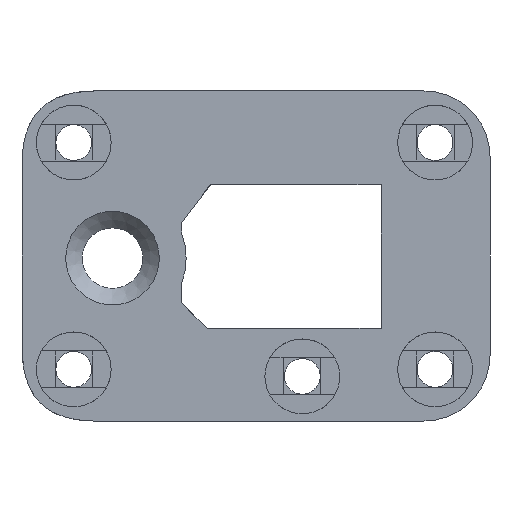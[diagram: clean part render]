
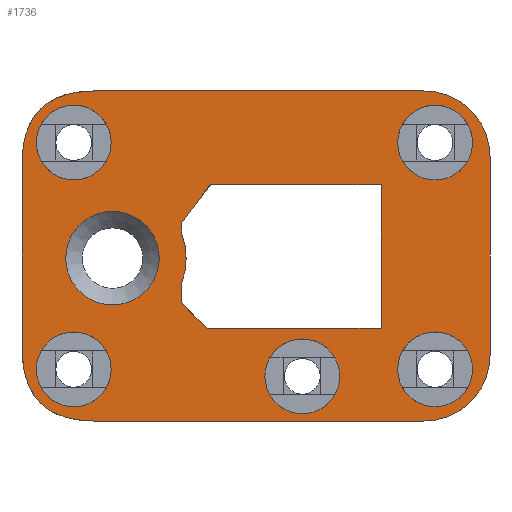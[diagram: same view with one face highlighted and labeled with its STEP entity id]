
A CAD part, front view. The second image highlights one B-rep face of the part: STEP entity #1736.
In plain terms, the highlighted planar face has unit normal (0, -1, 0).
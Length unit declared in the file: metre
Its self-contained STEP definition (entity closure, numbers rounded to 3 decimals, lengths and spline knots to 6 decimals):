
#13=B_SPLINE_CURVE_WITH_KNOTS('',3,(#2668,#2669,#2670,#2671,#2672,#2673,
#2674),.UNSPECIFIED.,.F.,.F.,(4,1,1,1,4),(0.,0.002686,0.005372,
0.008058,0.010744),.UNSPECIFIED.);
#15=B_SPLINE_CURVE_WITH_KNOTS('',3,(#2698,#2699,#2700,#2701,#2702,#2703,
#2704),.UNSPECIFIED.,.F.,.F.,(4,1,1,1,4),(0.,0.002686,0.005372,
0.008058,0.010744),.UNSPECIFIED.);
#56=PLANE('',#1881);
#116=LINE('',#2558,#300);
#120=LINE('',#2567,#304);
#125=LINE('',#2578,#309);
#128=LINE('',#2584,#312);
#131=LINE('',#2589,#315);
#135=LINE('',#2598,#319);
#137=LINE('',#2601,#321);
#166=LINE('',#2709,#350);
#167=LINE('',#2711,#351);
#174=LINE('',#2724,#358);
#186=LINE('',#2756,#370);
#300=VECTOR('',#2077,1.);
#304=VECTOR('',#2083,1.);
#309=VECTOR('',#2090,1.);
#312=VECTOR('',#2095,1.);
#315=VECTOR('',#2100,1.);
#319=VECTOR('',#2106,1.);
#321=VECTOR('',#2110,1.);
#350=VECTOR('',#2157,1.);
#351=VECTOR('',#2160,1.);
#358=VECTOR('',#2175,1.);
#370=VECTOR('',#2217,1.);
#700=ORIENTED_EDGE('',*,*,#1098,.F.);
#701=ORIENTED_EDGE('',*,*,#1074,.T.);
#702=ORIENTED_EDGE('',*,*,#964,.T.);
#703=ORIENTED_EDGE('',*,*,#1082,.T.);
#704=ORIENTED_EDGE('',*,*,#1067,.T.);
#705=ORIENTED_EDGE('',*,*,#1075,.T.);
#706=ORIENTED_EDGE('',*,*,#1071,.T.);
#707=ORIENTED_EDGE('',*,*,#1099,.F.);
#708=ORIENTED_EDGE('',*,*,#968,.T.);
#709=ORIENTED_EDGE('',*,*,#1100,.F.);
#710=ORIENTED_EDGE('',*,*,#1101,.F.);
#711=ORIENTED_EDGE('',*,*,#1102,.F.);
#712=ORIENTED_EDGE('',*,*,#1103,.F.);
#713=ORIENTED_EDGE('',*,*,#1024,.F.);
#714=ORIENTED_EDGE('',*,*,#1039,.T.);
#715=ORIENTED_EDGE('',*,*,#1041,.F.);
#716=ORIENTED_EDGE('',*,*,#1029,.F.);
#717=ORIENTED_EDGE('',*,*,#1032,.T.);
#718=ORIENTED_EDGE('',*,*,#1020,.F.);
#719=ORIENTED_EDGE('',*,*,#1096,.T.);
#720=ORIENTED_EDGE('',*,*,#1035,.F.);
#721=ORIENTED_EDGE('',*,*,#963,.T.);
#963=EDGE_CURVE('',#1205,#1205,#1373,.T.);
#964=EDGE_CURVE('',#1206,#1207,#1374,.T.);
#968=EDGE_CURVE('',#1210,#1211,#1376,.T.);
#1020=EDGE_CURVE('',#1262,#1263,#116,.T.);
#1024=EDGE_CURVE('',#1266,#1267,#120,.T.);
#1029=EDGE_CURVE('',#1270,#1272,#125,.T.);
#1032=EDGE_CURVE('',#1270,#1263,#128,.T.);
#1035=EDGE_CURVE('',#1267,#1275,#131,.T.);
#1039=EDGE_CURVE('',#1266,#1278,#135,.T.);
#1041=EDGE_CURVE('',#1272,#1278,#137,.T.);
#1067=EDGE_CURVE('',#1296,#1295,#13,.T.);
#1071=EDGE_CURVE('',#1300,#1299,#15,.T.);
#1074=EDGE_CURVE('',#1211,#1206,#166,.T.);
#1075=EDGE_CURVE('',#1295,#1300,#167,.T.);
#1082=EDGE_CURVE('',#1207,#1296,#174,.T.);
#1096=EDGE_CURVE('',#1262,#1275,#1409,.T.);
#1098=EDGE_CURVE('',#1307,#1307,#1411,.T.);
#1099=EDGE_CURVE('',#1210,#1299,#186,.T.);
#1100=EDGE_CURVE('',#1308,#1308,#1412,.T.);
#1101=EDGE_CURVE('',#1309,#1309,#1413,.T.);
#1102=EDGE_CURVE('',#1310,#1310,#1414,.T.);
#1103=EDGE_CURVE('',#1311,#1311,#1415,.T.);
#1205=VERTEX_POINT('',#2423);
#1206=VERTEX_POINT('',#2426);
#1207=VERTEX_POINT('',#2427);
#1210=VERTEX_POINT('',#2435);
#1211=VERTEX_POINT('',#2436);
#1262=VERTEX_POINT('',#2557);
#1263=VERTEX_POINT('',#2559);
#1266=VERTEX_POINT('',#2566);
#1267=VERTEX_POINT('',#2568);
#1270=VERTEX_POINT('',#2576);
#1272=VERTEX_POINT('',#2579);
#1275=VERTEX_POINT('',#2590);
#1278=VERTEX_POINT('',#2597);
#1295=VERTEX_POINT('',#2667);
#1296=VERTEX_POINT('',#2675);
#1299=VERTEX_POINT('',#2697);
#1300=VERTEX_POINT('',#2705);
#1307=VERTEX_POINT('',#2755);
#1308=VERTEX_POINT('',#2758);
#1309=VERTEX_POINT('',#2760);
#1310=VERTEX_POINT('',#2762);
#1311=VERTEX_POINT('',#2764);
#1373=CIRCLE('',#1793,0.00425);
#1374=CIRCLE('',#1795,0.006);
#1376=CIRCLE('',#1798,0.006);
#1409=CIRCLE('',#1875,0.006688);
#1411=CIRCLE('',#1882,0.0034);
#1412=CIRCLE('',#1883,0.0034);
#1413=CIRCLE('',#1884,0.0034);
#1414=CIRCLE('',#1885,0.0034);
#1415=CIRCLE('',#1886,0.0034);
#1495=EDGE_LOOP('',(#700));
#1496=EDGE_LOOP('',(#701,#702,#703,#704,#705,#706,#707,#708));
#1497=EDGE_LOOP('',(#709));
#1498=EDGE_LOOP('',(#710));
#1499=EDGE_LOOP('',(#711));
#1500=EDGE_LOOP('',(#712));
#1501=EDGE_LOOP('',(#713,#714,#715,#716,#717,#718,#719,#720));
#1502=EDGE_LOOP('',(#721));
#1623=FACE_BOUND('',#1495,.T.);
#1624=FACE_BOUND('',#1496,.T.);
#1625=FACE_BOUND('',#1497,.T.);
#1626=FACE_BOUND('',#1498,.T.);
#1627=FACE_BOUND('',#1499,.T.);
#1628=FACE_BOUND('',#1500,.T.);
#1629=FACE_BOUND('',#1501,.T.);
#1630=FACE_BOUND('',#1502,.T.);
#1736=ADVANCED_FACE('',(#1623,#1624,#1625,#1626,#1627,#1628,#1629,#1630),
#56,.T.);
#1793=AXIS2_PLACEMENT_3D('',#2422,#1944,#1945);
#1795=AXIS2_PLACEMENT_3D('',#2425,#1948,#1949);
#1798=AXIS2_PLACEMENT_3D('',#2434,#1956,#1957);
#1875=AXIS2_PLACEMENT_3D('',#2746,#2201,#2202);
#1881=AXIS2_PLACEMENT_3D('',#2753,#2213,#2214);
#1882=AXIS2_PLACEMENT_3D('',#2754,#2215,#2216);
#1883=AXIS2_PLACEMENT_3D('',#2757,#2218,#2219);
#1884=AXIS2_PLACEMENT_3D('',#2759,#2220,#2221);
#1885=AXIS2_PLACEMENT_3D('',#2761,#2222,#2223);
#1886=AXIS2_PLACEMENT_3D('',#2763,#2224,#2225);
#1944=DIRECTION('',(0.,1.,0.));
#1945=DIRECTION('',(0.,0.,-1.));
#1948=DIRECTION('',(0.,-1.,0.));
#1949=DIRECTION('',(0.,0.,-1.));
#1956=DIRECTION('',(0.,-1.,0.));
#1957=DIRECTION('',(0.,0.,-1.));
#2077=DIRECTION('',(0.,0.,-1.));
#2083=DIRECTION('',(-0.605,0.,-0.796));
#2090=DIRECTION('',(1.,0.,0.));
#2095=DIRECTION('',(-0.707,0.,0.707));
#2100=DIRECTION('',(0.,0.,-1.));
#2106=DIRECTION('',(1.,0.,0.));
#2110=DIRECTION('',(0.,0.,1.));
#2157=DIRECTION('',(0.,0.,1.));
#2160=DIRECTION('',(0.,0.,-1.));
#2175=DIRECTION('',(-1.,0.,0.));
#2201=DIRECTION('',(0.,-1.,0.));
#2202=DIRECTION('',(0.,0.,-1.));
#2213=DIRECTION('',(0.,-1.,0.));
#2214=DIRECTION('',(1.,0.,0.));
#2215=DIRECTION('',(0.,-1.,0.));
#2216=DIRECTION('',(0.,0.,-1.));
#2217=DIRECTION('',(-1.,0.,0.));
#2218=DIRECTION('',(0.,-1.,0.));
#2219=DIRECTION('',(0.,0.,-1.));
#2220=DIRECTION('',(0.,-1.,0.));
#2221=DIRECTION('',(0.,0.,-1.));
#2222=DIRECTION('',(0.,-1.,0.));
#2223=DIRECTION('',(0.,0.,-1.));
#2224=DIRECTION('',(0.,-1.,0.));
#2225=DIRECTION('',(0.,0.,-1.));
#2422=CARTESIAN_POINT('',(0.024631,0.199567,0.112178));
#2423=CARTESIAN_POINT('',(0.024631,0.199567,0.107928));
#2425=CARTESIAN_POINT('',(0.052922,0.199567,0.121368));
#2426=CARTESIAN_POINT('',(0.058922,0.199567,0.121368));
#2427=CARTESIAN_POINT('',(0.052922,0.199567,0.127368));
#2434=CARTESIAN_POINT('',(0.052922,0.199567,0.103378));
#2435=CARTESIAN_POINT('',(0.052922,0.199567,0.097378));
#2436=CARTESIAN_POINT('',(0.058922,0.199567,0.103378));
#2557=CARTESIAN_POINT('',(0.030918,0.199567,0.1099));
#2558=CARTESIAN_POINT('',(0.030918,0.199567,0.1099));
#2559=CARTESIAN_POINT('',(0.030918,0.199567,0.108116));
#2566=CARTESIAN_POINT('',(0.033513,0.199567,0.118838));
#2567=CARTESIAN_POINT('',(0.033513,0.199567,0.118838));
#2568=CARTESIAN_POINT('',(0.030918,0.199567,0.115422));
#2576=CARTESIAN_POINT('',(0.033231,0.199567,0.105803));
#2578=CARTESIAN_POINT('',(0.033231,0.199567,0.105803));
#2579=CARTESIAN_POINT('',(0.049031,0.199567,0.105803));
#2584=CARTESIAN_POINT('',(0.033231,0.199567,0.105803));
#2589=CARTESIAN_POINT('',(0.030918,0.199567,0.115422));
#2590=CARTESIAN_POINT('',(0.030918,0.199567,0.114457));
#2597=CARTESIAN_POINT('',(0.049031,0.199567,0.118838));
#2598=CARTESIAN_POINT('',(0.033513,0.199567,0.118838));
#2601=CARTESIAN_POINT('',(0.049031,0.199567,0.105803));
#2667=CARTESIAN_POINT('',(0.016411,0.199567,0.120668));
#2668=CARTESIAN_POINT('',(0.023111,0.199567,0.127368));
#2669=CARTESIAN_POINT('',(0.022203,0.199567,0.127369));
#2670=CARTESIAN_POINT('',(0.020419,0.199567,0.127222));
#2671=CARTESIAN_POINT('',(0.01788,0.199567,0.125918));
#2672=CARTESIAN_POINT('',(0.01657,0.199567,0.123415));
#2673=CARTESIAN_POINT('',(0.01641,0.199567,0.121583));
#2674=CARTESIAN_POINT('',(0.016411,0.199567,0.120668));
#2675=CARTESIAN_POINT('',(0.023111,0.199567,0.127368));
#2697=CARTESIAN_POINT('',(0.023111,0.199567,0.097378));
#2698=CARTESIAN_POINT('',(0.016411,0.199567,0.104078));
#2699=CARTESIAN_POINT('',(0.01641,0.199567,0.10317));
#2700=CARTESIAN_POINT('',(0.016557,0.199567,0.101387));
#2701=CARTESIAN_POINT('',(0.017861,0.199567,0.098847));
#2702=CARTESIAN_POINT('',(0.020364,0.199567,0.097537));
#2703=CARTESIAN_POINT('',(0.022196,0.199567,0.097378));
#2704=CARTESIAN_POINT('',(0.023111,0.199567,0.097378));
#2705=CARTESIAN_POINT('',(0.016411,0.199567,0.104078));
#2709=CARTESIAN_POINT('',(0.058922,0.199567,0.103378));
#2711=CARTESIAN_POINT('',(0.016411,0.199567,0.120668));
#2724=CARTESIAN_POINT('',(0.052922,0.199567,0.127368));
#2746=CARTESIAN_POINT('',(0.024631,0.199567,0.112178));
#2753=CARTESIAN_POINT('',(0.028289,0.199567,0.112428));
#2754=CARTESIAN_POINT('',(0.041873,0.199567,0.101441));
#2755=CARTESIAN_POINT('',(0.041873,0.199567,0.098041));
#2756=CARTESIAN_POINT('',(0.052922,0.199567,0.097378));
#2757=CARTESIAN_POINT('',(0.053931,0.199567,0.102078));
#2758=CARTESIAN_POINT('',(0.053931,0.199567,0.098678));
#2759=CARTESIAN_POINT('',(0.021111,0.199567,0.102078));
#2760=CARTESIAN_POINT('',(0.021111,0.199567,0.098678));
#2761=CARTESIAN_POINT('',(0.021111,0.199567,0.122678));
#2762=CARTESIAN_POINT('',(0.021111,0.199567,0.119278));
#2763=CARTESIAN_POINT('',(0.053931,0.199567,0.122678));
#2764=CARTESIAN_POINT('',(0.053931,0.199567,0.119278));
